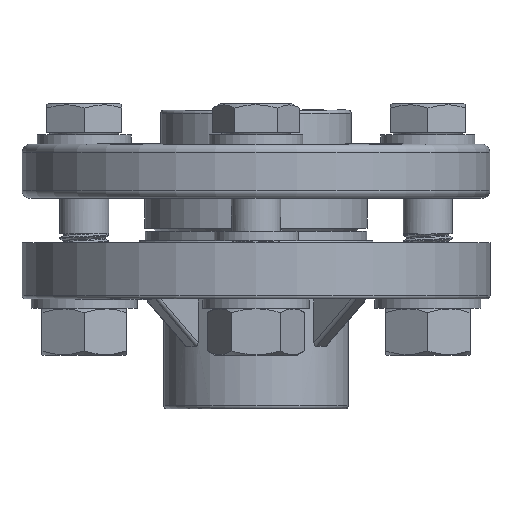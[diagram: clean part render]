
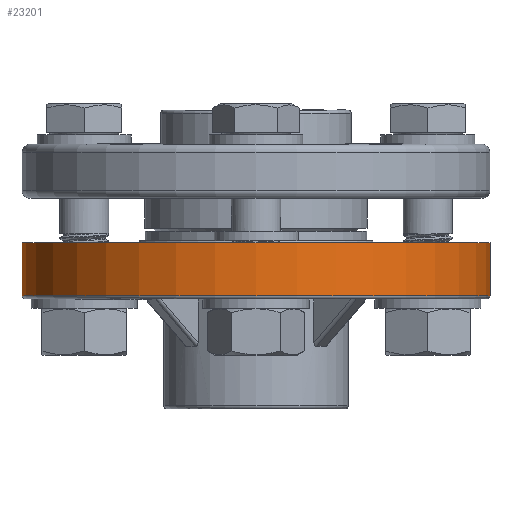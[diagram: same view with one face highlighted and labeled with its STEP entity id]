
A CAD part, front view. The second image highlights one B-rep face of the part: STEP entity #23201.
In plain terms, the highlighted cylindrical face has radius 74.9 mm (diameter 149.8 mm), a full revolution.
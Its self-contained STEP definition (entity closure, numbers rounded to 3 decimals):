
#825=CYLINDRICAL_SURFACE('',#24812,74.9);
#2625=LINE('',#35824,#4639);
#4639=VECTOR('',#27594,74.9);
#6488=FACE_OUTER_BOUND('',#7871,.T.);
#7871=EDGE_LOOP('',(#17462,#17463,#17464,#17465));
#9122=CIRCLE('',#24813,74.9);
#9123=CIRCLE('',#24814,74.9);
#10203=VERTEX_POINT('',#35821);
#10204=VERTEX_POINT('',#35823);
#12901=EDGE_CURVE('',#10203,#10203,#9122,.T.);
#12902=EDGE_CURVE('',#10203,#10204,#2625,.T.);
#12903=EDGE_CURVE('',#10204,#10204,#9123,.T.);
#17462=ORIENTED_EDGE('',*,*,#12901,.T.);
#17463=ORIENTED_EDGE('',*,*,#12902,.T.);
#17464=ORIENTED_EDGE('',*,*,#12903,.T.);
#17465=ORIENTED_EDGE('',*,*,#12902,.F.);
#23201=ADVANCED_FACE('',(#6488),#825,.T.);
#24812=AXIS2_PLACEMENT_3D('',#35820,#27590,#27591);
#24813=AXIS2_PLACEMENT_3D('',#35822,#27592,#27593);
#24814=AXIS2_PLACEMENT_3D('',#35825,#27595,#27596);
#27590=DIRECTION('center_axis',(0.,0.,-1.));
#27591=DIRECTION('ref_axis',(1.,0.,0.));
#27592=DIRECTION('center_axis',(0.,0.,1.));
#27593=DIRECTION('ref_axis',(1.,0.,0.));
#27594=DIRECTION('',(0.,0.,1.));
#27595=DIRECTION('center_axis',(0.,0.,-1.));
#27596=DIRECTION('ref_axis',(1.,0.,0.));
#35820=CARTESIAN_POINT('Origin',(345.,0.,38.));
#35821=CARTESIAN_POINT('',(270.1,0.,21.));
#35822=CARTESIAN_POINT('Origin',(345.,0.,21.));
#35823=CARTESIAN_POINT('',(270.1,0.,38.));
#35824=CARTESIAN_POINT('',(270.1,0.,38.));
#35825=CARTESIAN_POINT('Origin',(345.,0.,38.));
